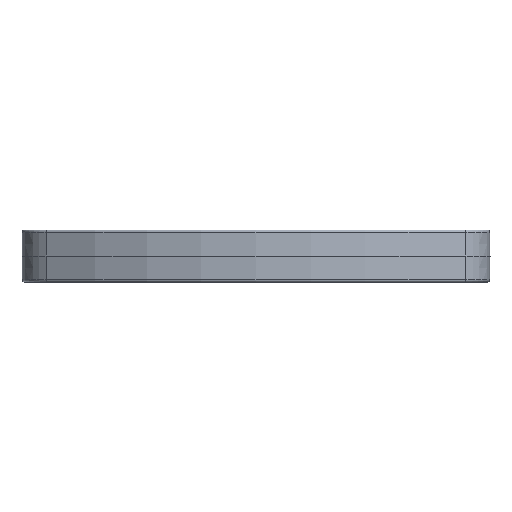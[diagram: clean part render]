
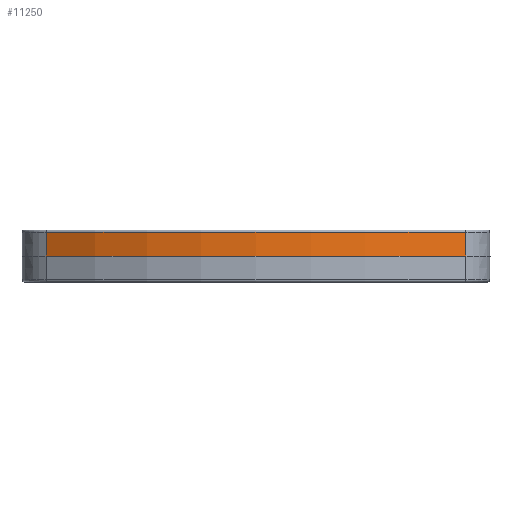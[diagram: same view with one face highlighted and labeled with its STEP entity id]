
A CAD part, front view. The second image highlights one B-rep face of the part: STEP entity #11250.
In plain terms, the highlighted conical face has half-angle 1 degrees and reference radius 47.625 mm.
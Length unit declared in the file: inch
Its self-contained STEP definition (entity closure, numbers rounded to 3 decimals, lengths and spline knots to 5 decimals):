
#10 = LINE ( 'NONE', #7466, #754 ) ;
#754 = VECTOR ( 'NONE', #12355, 39.37008 ) ;
#1675 = EDGE_LOOP ( 'NONE', ( #17854, #22774, #6287, #14392 ) ) ;
#2212 = DIRECTION ( 'NONE',  ( 0., 0., -1. ) ) ;
#4499 = DIRECTION ( 'NONE',  ( 0., 0., -1. ) ) ;
#5653 = EDGE_CURVE ( 'NONE', #20921, #16790, #10, .T. ) ;
#5833 = CONICAL_SURFACE ( 'NONE', #8154, 1.875, 0.017 ) ;
#6287 = ORIENTED_EDGE ( 'NONE', *, *, #5653, .T. ) ;
#6311 = AXIS2_PLACEMENT_3D ( 'NONE', #8726, #23941, #14435 ) ;
#6859 = EDGE_CURVE ( 'NONE', #16790, #14777, #19513, .T. ) ;
#7466 = CARTESIAN_POINT ( 'NONE',  ( -1.00962, -0.51295, 0. ) ) ;
#7579 = EDGE_CURVE ( 'NONE', #18371, #20921, #21425, .T. ) ;
#8060 = FACE_OUTER_BOUND ( 'NONE', #1675, .T. ) ;
#8154 = AXIS2_PLACEMENT_3D ( 'NONE', #10103, #2212, #17215 ) ;
#8726 = CARTESIAN_POINT ( 'NONE',  ( 0., 1.06702, 0. ) ) ;
#9614 = VECTOR ( 'NONE', #15015, 39.37008 ) ;
#9645 = LINE ( 'NONE', #17087, #9614 ) ;
#9773 = CARTESIAN_POINT ( 'NONE',  ( 1.00962, -0.51295, 0. ) ) ;
#9860 = DIRECTION ( 'NONE',  ( 1., 0., 0. ) ) ;
#10103 = CARTESIAN_POINT ( 'NONE',  ( 0., 1.06702, 0. ) ) ;
#11250 = ADVANCED_FACE ( 'NONE', ( #8060 ), #5833, .T. ) ;
#12355 = DIRECTION ( 'NONE',  ( -0.009, -0.015, -1. ) ) ;
#13593 = CARTESIAN_POINT ( 'NONE',  ( -1.00962, -0.51295, 0. ) ) ;
#13598 = EDGE_CURVE ( 'NONE', #14777, #18371, #9645, .T. ) ;
#14392 = ORIENTED_EDGE ( 'NONE', *, *, #6859, .T. ) ;
#14435 = DIRECTION ( 'NONE',  ( 1., 0., 0. ) ) ;
#14777 = VERTEX_POINT ( 'NONE', #9773 ) ;
#15015 = DIRECTION ( 'NONE',  ( -0.009, 0.015, 1. ) ) ;
#16790 = VERTEX_POINT ( 'NONE', #13593 ) ;
#17087 = CARTESIAN_POINT ( 'NONE',  ( 1.00962, -0.51295, 0. ) ) ;
#17215 = DIRECTION ( 'NONE',  ( 1., 0., 0. ) ) ;
#17854 = ORIENTED_EDGE ( 'NONE', *, *, #13598, .T. ) ;
#18371 = VERTEX_POINT ( 'NONE', #23724 ) ;
#18710 = AXIS2_PLACEMENT_3D ( 'NONE', #21069, #4499, #9860 ) ;
#19513 = CIRCLE ( 'NONE', #6311, 1.875 ) ;
#19918 = CARTESIAN_POINT ( 'NONE',  ( -1.00853, -0.51125, 0.11517 ) ) ;
#20921 = VERTEX_POINT ( 'NONE', #19918 ) ;
#21069 = CARTESIAN_POINT ( 'NONE',  ( 0., 1.06702, 0.11517 ) ) ;
#21425 = CIRCLE ( 'NONE', #18710, 1.87299 ) ;
#22774 = ORIENTED_EDGE ( 'NONE', *, *, #7579, .T. ) ;
#23724 = CARTESIAN_POINT ( 'NONE',  ( 1.00853, -0.51125, 0.11517 ) ) ;
#23941 = DIRECTION ( 'NONE',  ( 0., 0., 1. ) ) ;
